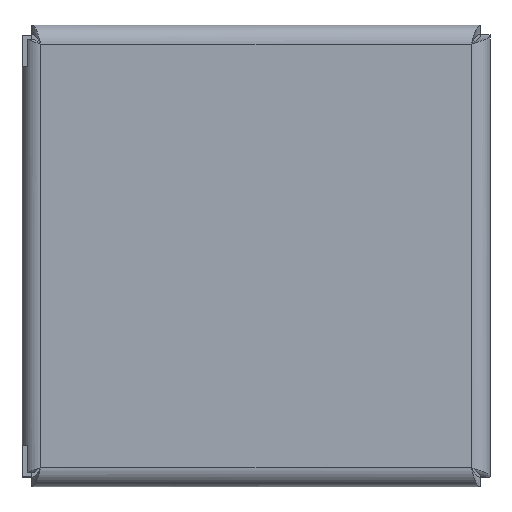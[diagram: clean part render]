
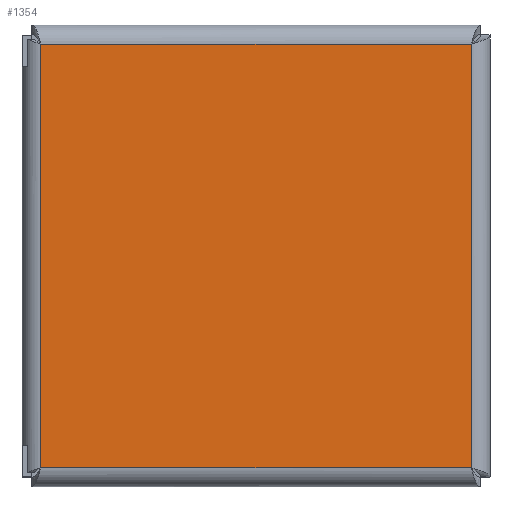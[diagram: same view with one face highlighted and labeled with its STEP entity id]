
A CAD part, top view. The second image highlights one B-rep face of the part: STEP entity #1354.
In plain terms, the highlighted planar face has unit normal (0, 0, 1).
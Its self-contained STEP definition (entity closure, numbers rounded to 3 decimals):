
#139=FACE_OUTER_BOUND($,#215,.T.);
#215=EDGE_LOOP($,(#1051,#1052,#1053,#1054));
#316=LINE($,#2006,#456);
#331=LINE($,#2103,#471);
#343=LINE($,#2186,#483);
#348=LINE($,#2203,#488);
#456=VECTOR($,#1603,67.);
#471=VECTOR($,#1630,68.);
#483=VECTOR($,#1654,67.);
#488=VECTOR($,#1665,68.);
#582=VERTEX_POINT($,#1951);
#585=VERTEX_POINT($,#1983);
#588=VERTEX_POINT($,#1997);
#589=VERTEX_POINT($,#2005);
#713=EDGE_CURVE($,#589,#588,#316,.T.);
#732=EDGE_CURVE($,#585,#589,#331,.T.);
#747=EDGE_CURVE($,#582,#585,#343,.T.);
#753=EDGE_CURVE($,#588,#582,#348,.T.);
#1051=ORIENTED_EDGE($,*,*,#713,.T.);
#1052=ORIENTED_EDGE($,*,*,#753,.T.);
#1053=ORIENTED_EDGE($,*,*,#747,.T.);
#1054=ORIENTED_EDGE($,*,*,#732,.T.);
#1199=PLANE($,#1435);
#1354=ADVANCED_FACE($,(#139),#1199,.T.);
#1435=AXIS2_PLACEMENT_3D($,#2286,#1689,#1690);
#1603=DIRECTION($,(0.,1.,0.));
#1630=DIRECTION($,(1.,0.,0.));
#1654=DIRECTION($,(0.,-1.,0.));
#1665=DIRECTION($,(-1.,0.,0.));
#1689=DIRECTION('center_axis',(0.,0.,
1.));
#1690=DIRECTION('ref_axis',(0.,1.,0.));
#1951=CARTESIAN_POINT('',(-34.,33.5,21.74));
#1983=CARTESIAN_POINT('',(-34.,-33.5,21.74));
#1997=CARTESIAN_POINT('',(34.,33.5,21.74));
#2005=CARTESIAN_POINT('',(34.,-33.5,21.74));
#2006=CARTESIAN_POINT($,(34.,-16.75,21.74));
#2103=CARTESIAN_POINT($,(-17.,-33.5,21.74));
#2186=CARTESIAN_POINT($,(-34.,16.75,21.74));
#2203=CARTESIAN_POINT($,(17.,33.5,21.74));
#2286=CARTESIAN_POINT('Origin',(0.,0.,
21.74));
